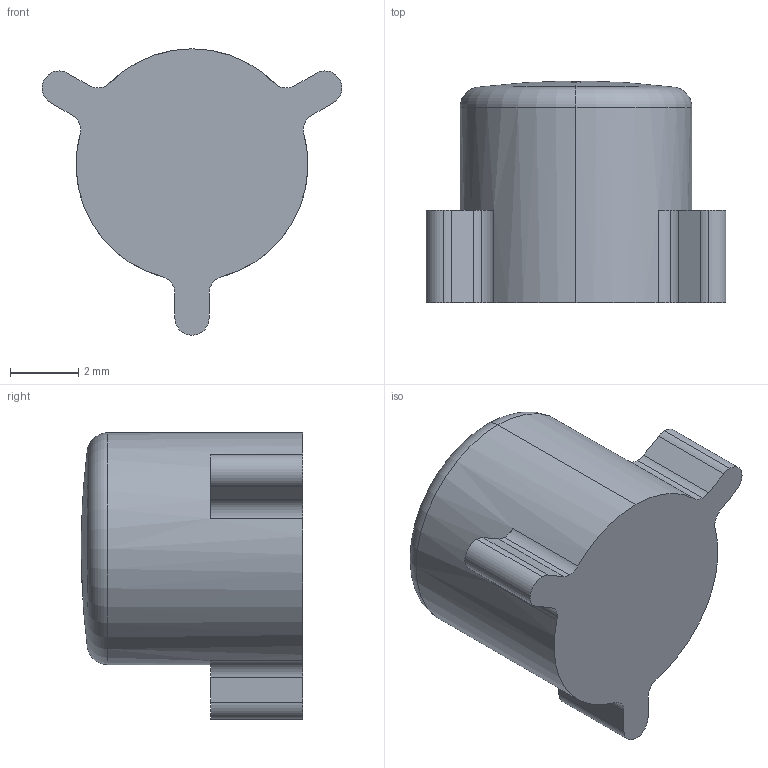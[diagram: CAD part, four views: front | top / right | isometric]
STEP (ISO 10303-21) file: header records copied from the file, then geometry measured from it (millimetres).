
FILE_DESCRIPTION (( 'STEP AP214' ), '1' );
FILE_NAME ('Action Button Y - Clicky.STEP', '2023-08-06T22:26:03', ( '' ), ( '' ), 'SwSTEP 2.0', 'SolidWorks 2021', '' );
FILE_SCHEMA (( 'AUTOMOTIVE_DESIGN' ));
Length unit declared in the file: millimetre
Products named in the file (1): Action Button Y - Clicky
Bounding box: 8.79 x 6.5 x 8.4 mm (x, y, z)
Volume: 242.8 mm3; surface area: 234.4 mm2
Topology: 1 solids, 1 shells, 39 faces, 107 edges, 70 vertices
Faces by surface type: plane 20, cylinder 15, torus 2, sphere 2
Entity records: 1296 total; most frequent: DIRECTION 240, CARTESIAN_POINT 217, ORIENTED_EDGE 214, EDGE_CURVE 107, AXIS2_PLACEMENT_3D 93, VERTEX_POINT 70, VECTOR 54, LINE 54
